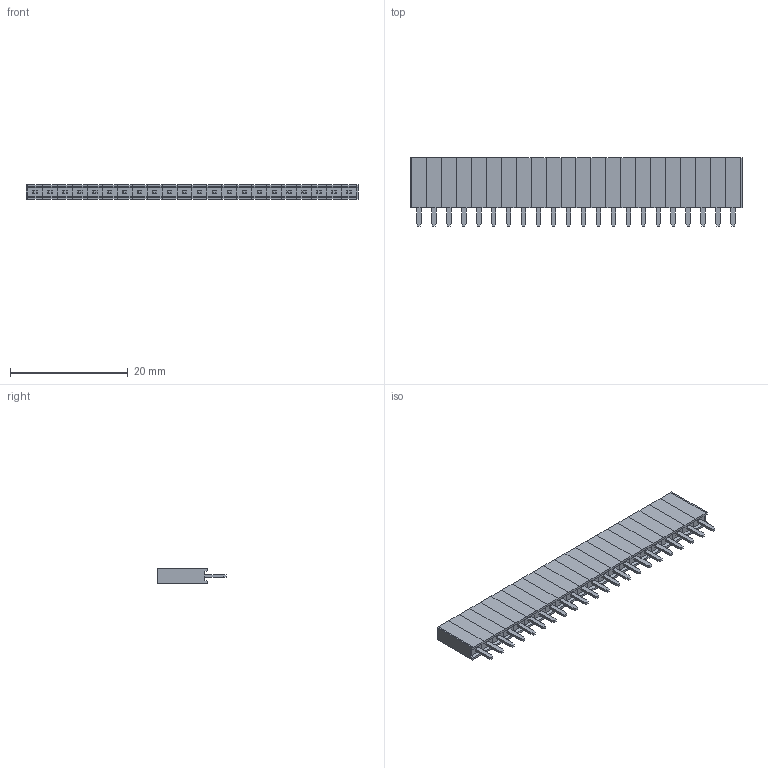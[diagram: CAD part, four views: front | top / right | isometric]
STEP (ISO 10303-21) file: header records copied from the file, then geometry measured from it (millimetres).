
FILE_DESCRIPTION (( 'STEP AP214' ), '1' );
FILE_NAME ('NPTC221LFBN-RC.STEP', '2024-10-30T12:18:14', ( '' ), ( '' ), 'SwSTEP 2.0', 'SolidWorks 2021', '' );
FILE_SCHEMA (( 'AUTOMOTIVE_DESIGN' ));
Length unit declared in the file: millimetre
Products named in the file (3): Pin - Tin; PPPC021LFBN-RC_C22; NPTC221LFBN-RC
Assembly tree (23 placements, depth 2):
  NPTC221LFBN-RC
    PPPC021LFBN-RC_C22
    Pin - Tin  x22
Bounding box: 56.39 x 11.71 x 2.54 mm (x, y, z)
Volume: 1170.7 mm3; surface area: 2559.7 mm2
Topology: 46 solids, 46 shells, 614 faces, 1412 edges, 912 vertices
Faces by surface type: plane 614
Entity records: 12759 total; most frequent: CARTESIAN_POINT 2166, ORIENTED_EDGE 2068, DIRECTION 1978, EDGE_CURVE 1034, VECTOR 1034, LINE 1034, VERTEX_POINT 660, AXIS2_PLACEMENT_3D 472
